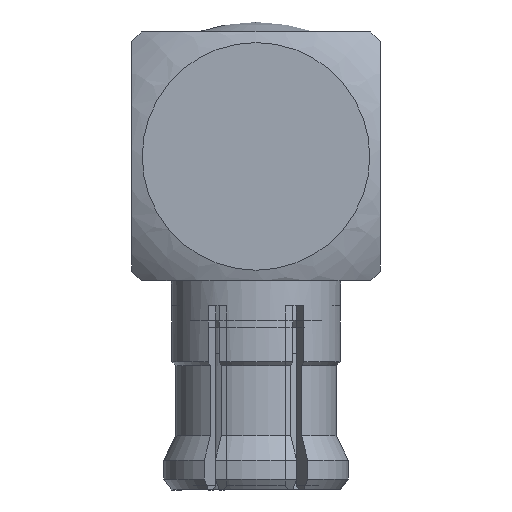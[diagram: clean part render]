
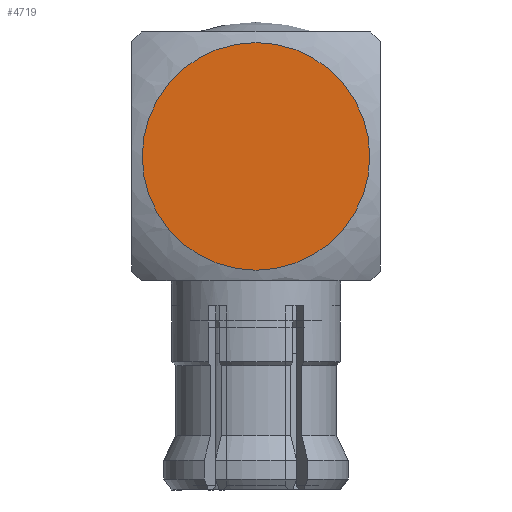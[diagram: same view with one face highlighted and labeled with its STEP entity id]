
A CAD part, front view. The second image highlights one B-rep face of the part: STEP entity #4719.
In plain terms, the highlighted planar face has unit normal (0, -1, 0).
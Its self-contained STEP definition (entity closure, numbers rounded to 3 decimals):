
#541=PLANE('',#4942);
#624=ORIENTED_EDGE('',*,*,#1593,.F.);
#1593=EDGE_CURVE('',#2080,#2080,#2416,.T.);
#2080=VERTEX_POINT('',#6384);
#2416=CIRCLE('',#4943,2.286);
#2628=EDGE_LOOP('',(#624));
#2896=FACE_BOUND('',#2628,.T.);
#4719=ADVANCED_FACE('',(#2896),#541,.T.);
#4942=AXIS2_PLACEMENT_3D('',#6382,#5375,#5376);
#4943=AXIS2_PLACEMENT_3D('',#6383,#5377,#5378);
#5375=DIRECTION('',(0.,-1.,0.));
#5376=DIRECTION('',(0.,0.,-1.));
#5377=DIRECTION('',(0.,1.,0.));
#5378=DIRECTION('',(0.,0.,1.));
#6382=CARTESIAN_POINT('',(-2.5,-73.865,2.5));
#6383=CARTESIAN_POINT('',(0.,-73.865,0.));
#6384=CARTESIAN_POINT('',(0.,-73.865,2.286));
